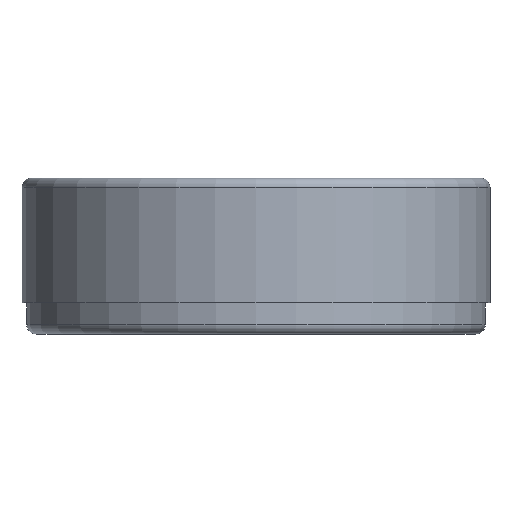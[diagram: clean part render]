
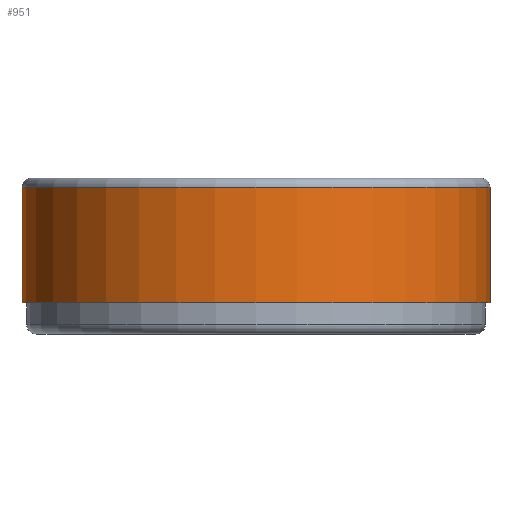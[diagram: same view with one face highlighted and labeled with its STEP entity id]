
A CAD part, front view. The second image highlights one B-rep face of the part: STEP entity #951.
In plain terms, the highlighted cylindrical face has radius 75 mm (diameter 150 mm), a partial arc.
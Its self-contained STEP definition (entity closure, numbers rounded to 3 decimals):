
#16 = CYLINDRICAL_SURFACE ( 'NONE', #354, 75. ) ;
#21 = DIRECTION ( 'NONE',  ( 0., 0., -1. ) ) ;
#49 = DIRECTION ( 'NONE',  ( 0., 0., -1. ) ) ;
#72 = CARTESIAN_POINT ( 'NONE',  ( 75., 0., 47. ) ) ;
#103 = CARTESIAN_POINT ( 'NONE',  ( 75., 0., 10. ) ) ;
#109 = VECTOR ( 'NONE', #285, 1000. ) ;
#170 = CIRCLE ( 'NONE', #474, 75. ) ;
#203 = VERTEX_POINT ( 'NONE', #396 ) ;
#285 = DIRECTION ( 'NONE',  ( 0., 0., -1. ) ) ;
#297 = CIRCLE ( 'NONE', #682, 75. ) ;
#318 = EDGE_CURVE ( 'NONE', #855, #460, #640, .T. ) ;
#331 = EDGE_CURVE ( 'NONE', #855, #203, #297, .T. ) ;
#354 = AXIS2_PLACEMENT_3D ( 'NONE', #847, #839, #395 ) ;
#395 = DIRECTION ( 'NONE',  ( -1., 0., 0. ) ) ;
#396 = CARTESIAN_POINT ( 'NONE',  ( -75., 0., 47. ) ) ;
#412 = DIRECTION ( 'NONE',  ( 0., 0., -1. ) ) ;
#413 = CARTESIAN_POINT ( 'NONE',  ( -75., 0., 10. ) ) ;
#424 = CARTESIAN_POINT ( 'NONE',  ( 75., 0., 25. ) ) ;
#460 = VERTEX_POINT ( 'NONE', #103 ) ;
#474 = AXIS2_PLACEMENT_3D ( 'NONE', #777, #21, #854 ) ;
#477 = EDGE_CURVE ( 'NONE', #460, #731, #170, .T. ) ;
#605 = VECTOR ( 'NONE', #49, 1000. ) ;
#609 = ORIENTED_EDGE ( 'NONE', *, *, #318, .F. ) ;
#614 = FACE_OUTER_BOUND ( 'NONE', #650, .T. ) ;
#640 = LINE ( 'NONE', #424, #605 ) ;
#650 = EDGE_LOOP ( 'NONE', ( #609, #884, #895, #876 ) ) ;
#674 = CARTESIAN_POINT ( 'NONE',  ( -75., 0., 25. ) ) ;
#682 = AXIS2_PLACEMENT_3D ( 'NONE', #721, #412, #732 ) ;
#721 = CARTESIAN_POINT ( 'NONE',  ( 0., 0., 47. ) ) ;
#731 = VERTEX_POINT ( 'NONE', #413 ) ;
#732 = DIRECTION ( 'NONE',  ( -1., 0., 0. ) ) ;
#775 = EDGE_CURVE ( 'NONE', #203, #731, #933, .T. ) ;
#777 = CARTESIAN_POINT ( 'NONE',  ( 0., 0., 10. ) ) ;
#839 = DIRECTION ( 'NONE',  ( 0., 0., -1. ) ) ;
#847 = CARTESIAN_POINT ( 'NONE',  ( 0., 0., 25. ) ) ;
#854 = DIRECTION ( 'NONE',  ( -1., 0., 0. ) ) ;
#855 = VERTEX_POINT ( 'NONE', #72 ) ;
#876 = ORIENTED_EDGE ( 'NONE', *, *, #477, .F. ) ;
#884 = ORIENTED_EDGE ( 'NONE', *, *, #331, .T. ) ;
#895 = ORIENTED_EDGE ( 'NONE', *, *, #775, .T. ) ;
#933 = LINE ( 'NONE', #674, #109 ) ;
#951 = ADVANCED_FACE ( 'NONE', ( #614 ), #16, .T. ) ;
